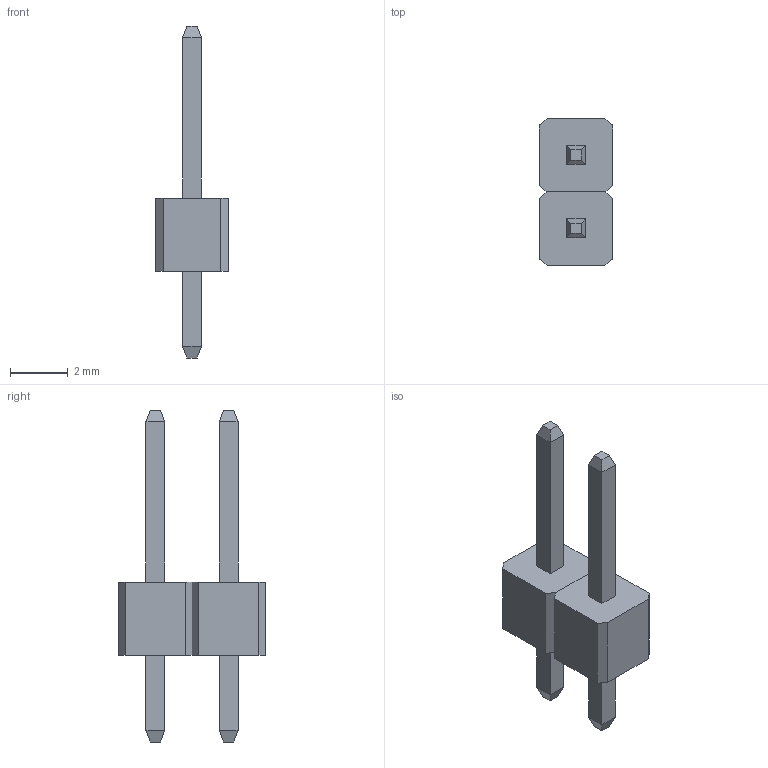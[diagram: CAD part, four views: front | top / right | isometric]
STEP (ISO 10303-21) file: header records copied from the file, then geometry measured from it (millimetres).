
FILE_DESCRIPTION (( 'STEP AP214' ), '1' );
FILE_NAME ('2x1_Pin_Header_2.54mm.STEP', '2022-08-23T21:29:20', ( '' ), ( '' ), 'SwSTEP 2.0', 'SolidWorks 2022', '' );
FILE_SCHEMA (( 'AUTOMOTIVE_DESIGN' ));
Length unit declared in the file: millimetre
Products named in the file (2): 2x1_Pin_Header_2.54mm; 1x1_Pin_Header_2.54mm
Assembly tree (2 placements, depth 2):
  2x1_Pin_Header_2.54mm
    1x1_Pin_Header_2.54mm  x2
Bounding box: 2.54 x 5.08 x 11.5 mm (x, y, z)
Volume: 39.5 mm3; surface area: 118.8 mm2
Topology: 2 solids, 2 shells, 56 faces, 128 edges, 80 vertices
Faces by surface type: plane 56
Entity records: 1146 total; most frequent: CARTESIAN_POINT 137, DIRECTION 130, ORIENTED_EDGE 128, VECTOR 64, LINE 64, EDGE_CURVE 64, VERTEX_POINT 40, AXIS2_PLACEMENT_3D 33
